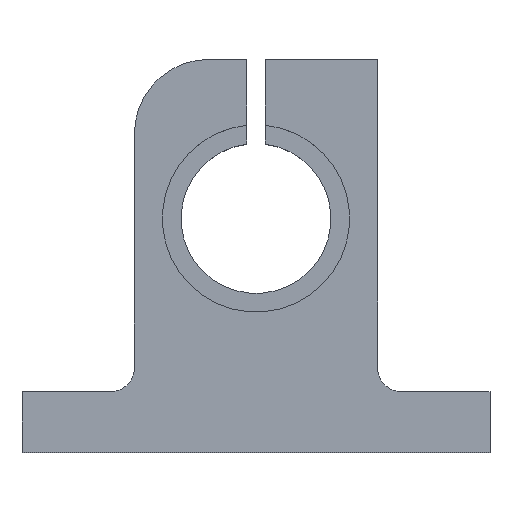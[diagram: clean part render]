
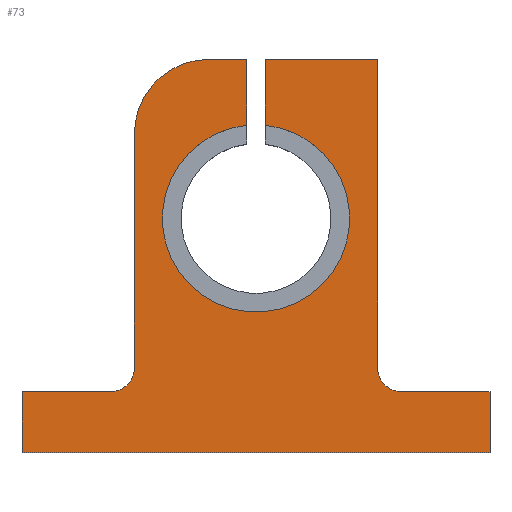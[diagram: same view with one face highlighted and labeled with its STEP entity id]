
A CAD part, top view. The second image highlights one B-rep face of the part: STEP entity #73.
In plain terms, the highlighted planar face has unit normal (0, 0, 1).
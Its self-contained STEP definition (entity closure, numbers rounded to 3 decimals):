
#73 = ADVANCED_FACE( '', ( #154 ), #155, .T. );
#154 = FACE_OUTER_BOUND( '', #236, .T. );
#155 = PLANE( '', #237 );
#236 = EDGE_LOOP( '', ( #389, #390, #391, #392, #393, #394, #395, #396, #397, #398, #399, #400, #401, #402, #403 ) );
#237 = AXIS2_PLACEMENT_3D( '', #404, #405, #406 );
#389 = ORIENTED_EDGE( '', *, *, #546, .T. );
#390 = ORIENTED_EDGE( '', *, *, #547, .T. );
#391 = ORIENTED_EDGE( '', *, *, #538, .T. );
#392 = ORIENTED_EDGE( '', *, *, #494, .T. );
#393 = ORIENTED_EDGE( '', *, *, #531, .T. );
#394 = ORIENTED_EDGE( '', *, *, #534, .T. );
#395 = ORIENTED_EDGE( '', *, *, #548, .F. );
#396 = ORIENTED_EDGE( '', *, *, #513, .T. );
#397 = ORIENTED_EDGE( '', *, *, #549, .T. );
#398 = ORIENTED_EDGE( '', *, *, #519, .T. );
#399 = ORIENTED_EDGE( '', *, *, #550, .T. );
#400 = ORIENTED_EDGE( '', *, *, #541, .T. );
#401 = ORIENTED_EDGE( '', *, *, #551, .F. );
#402 = ORIENTED_EDGE( '', *, *, #552, .T. );
#403 = ORIENTED_EDGE( '', *, *, #524, .T. );
#404 = CARTESIAN_POINT( '', ( 15.5, 9., 16. ) );
#405 = DIRECTION( '', ( 0., 0., 1. ) );
#406 = DIRECTION( '', ( 1., 0., 0. ) );
#494 = EDGE_CURVE( '', #589, #587, #590, .T. );
#513 = EDGE_CURVE( '', #623, #621, #624, .T. );
#519 = EDGE_CURVE( '', #633, #631, #634, .T. );
#524 = EDGE_CURVE( '', #641, #639, #642, .T. );
#531 = EDGE_CURVE( '', #587, #648, #650, .T. );
#534 = EDGE_CURVE( '', #648, #652, #654, .T. );
#538 = EDGE_CURVE( '', #656, #589, #659, .T. );
#541 = EDGE_CURVE( '', #663, #661, #664, .T. );
#546 = EDGE_CURVE( '', #639, #670, #671, .T. );
#547 = EDGE_CURVE( '', #670, #656, #672, .F. );
#548 = EDGE_CURVE( '', #623, #652, #673, .T. );
#549 = EDGE_CURVE( '', #621, #633, #674, .T. );
#550 = EDGE_CURVE( '', #631, #663, #675, .T. );
#551 = EDGE_CURVE( '', #676, #661, #677, .T. );
#552 = EDGE_CURVE( '', #676, #641, #678, .T. );
#587 = VERTEX_POINT( '', #718 );
#589 = VERTEX_POINT( '', #721 );
#590 = LINE( '', #722, #723 );
#621 = VERTEX_POINT( '', #765 );
#623 = VERTEX_POINT( '', #768 );
#624 = LINE( '', #769, #770 );
#631 = VERTEX_POINT( '', #778 );
#633 = VERTEX_POINT( '', #781 );
#634 = LINE( '', #782, #783 );
#639 = VERTEX_POINT( '', #789 );
#641 = VERTEX_POINT( '', #792 );
#642 = LINE( '', #793, #794 );
#648 = VERTEX_POINT( '', #803 );
#650 = CIRCLE( '', #806, 8. );
#652 = VERTEX_POINT( '', #808 );
#654 = LINE( '', #811, #812 );
#656 = VERTEX_POINT( '', #814 );
#659 = LINE( '', #819, #820 );
#661 = VERTEX_POINT( '', #822 );
#663 = VERTEX_POINT( '', #825 );
#664 = LINE( '', #826, #827 );
#670 = VERTEX_POINT( '', #834 );
#671 = LINE( '', #835, #836 );
#672 = CIRCLE( '', #837, 10. );
#673 = CIRCLE( '', #838, 2.5 );
#674 = LINE( '', #839, #840 );
#675 = LINE( '', #841, #842 );
#676 = VERTEX_POINT( '', #843 );
#677 = CIRCLE( '', #844, 2.5 );
#678 = LINE( '', #845, #846 );
#718 = CARTESIAN_POINT( '', ( -5., 42., 16. ) );
#721 = CARTESIAN_POINT( '', ( -1., 42., 16. ) );
#722 = CARTESIAN_POINT( '', ( -1., 42., 16. ) );
#723 = VECTOR( '', #880, 1000. );
#765 = CARTESIAN_POINT( '', ( -25., 6.5, 16. ) );
#768 = CARTESIAN_POINT( '', ( -15.5, 6.5, 16. ) );
#769 = CARTESIAN_POINT( '', ( -15.5, 6.5, 16. ) );
#770 = VECTOR( '', #905, 1000. );
#778 = CARTESIAN_POINT( '', ( 25., 0., 16. ) );
#781 = CARTESIAN_POINT( '', ( -25., 0., 16. ) );
#782 = CARTESIAN_POINT( '', ( -25., 0., 16. ) );
#783 = VECTOR( '', #914, 1000. );
#789 = CARTESIAN_POINT( '', ( 1., 42., 16. ) );
#792 = CARTESIAN_POINT( '', ( 13., 42., 16. ) );
#793 = CARTESIAN_POINT( '', ( 13., 42., 16. ) );
#794 = VECTOR( '', #920, 1000. );
#803 = CARTESIAN_POINT( '', ( -13., 34., 16. ) );
#806 = AXIS2_PLACEMENT_3D( '', #925, #926, #927 );
#808 = CARTESIAN_POINT( '', ( -13., 9., 16. ) );
#811 = CARTESIAN_POINT( '', ( -13., 34., 16. ) );
#812 = VECTOR( '', #929, 1000. );
#814 = CARTESIAN_POINT( '', ( -1., 34.95, 16. ) );
#819 = CARTESIAN_POINT( '', ( -1., 25., 16. ) );
#820 = VECTOR( '', #932, 1000. );
#822 = CARTESIAN_POINT( '', ( 15.5, 6.5, 16. ) );
#825 = CARTESIAN_POINT( '', ( 25., 6.5, 16. ) );
#826 = CARTESIAN_POINT( '', ( 25., 6.5, 16. ) );
#827 = VECTOR( '', #934, 1000. );
#834 = CARTESIAN_POINT( '', ( 1., 34.95, 16. ) );
#835 = CARTESIAN_POINT( '', ( 1., 42., 16. ) );
#836 = VECTOR( '', #939, 1000. );
#837 = AXIS2_PLACEMENT_3D( '', #940, #941, #942 );
#838 = AXIS2_PLACEMENT_3D( '', #943, #944, #945 );
#839 = CARTESIAN_POINT( '', ( -25., 6.5, 16. ) );
#840 = VECTOR( '', #946, 1000. );
#841 = CARTESIAN_POINT( '', ( 25., 0., 16. ) );
#842 = VECTOR( '', #947, 1000. );
#843 = CARTESIAN_POINT( '', ( 13., 9., 16. ) );
#844 = AXIS2_PLACEMENT_3D( '', #948, #949, #950 );
#845 = CARTESIAN_POINT( '', ( 13., 9., 16. ) );
#846 = VECTOR( '', #951, 1000. );
#880 = DIRECTION( '', ( -1., 0., 0. ) );
#905 = DIRECTION( '', ( -1., 0., 0. ) );
#914 = DIRECTION( '', ( 1., 0., 0. ) );
#920 = DIRECTION( '', ( -1., 0., 0. ) );
#925 = CARTESIAN_POINT( '', ( -5., 34., 16. ) );
#926 = DIRECTION( '', ( 0., 0., 1. ) );
#927 = DIRECTION( '', ( 1., 0., 0. ) );
#929 = DIRECTION( '', ( 0., -1., 0. ) );
#932 = DIRECTION( '', ( 0., 1., 0. ) );
#934 = DIRECTION( '', ( -1., 0., 0. ) );
#939 = DIRECTION( '', ( 0., -1., 0. ) );
#940 = CARTESIAN_POINT( '', ( 0., 25., 16. ) );
#941 = DIRECTION( '', ( 0., 0., 1. ) );
#942 = DIRECTION( '', ( 1., 0., 0. ) );
#943 = CARTESIAN_POINT( '', ( -15.5, 9., 16. ) );
#944 = DIRECTION( '', ( 0., 0., 1. ) );
#945 = DIRECTION( '', ( 1., 0., 0. ) );
#946 = DIRECTION( '', ( 0., -1., 0. ) );
#947 = DIRECTION( '', ( 0., 1., 0. ) );
#948 = CARTESIAN_POINT( '', ( 15.5, 9., 16. ) );
#949 = DIRECTION( '', ( 0., 0., 1. ) );
#950 = DIRECTION( '', ( 1., 0., 0. ) );
#951 = DIRECTION( '', ( 0., 1., 0. ) );
